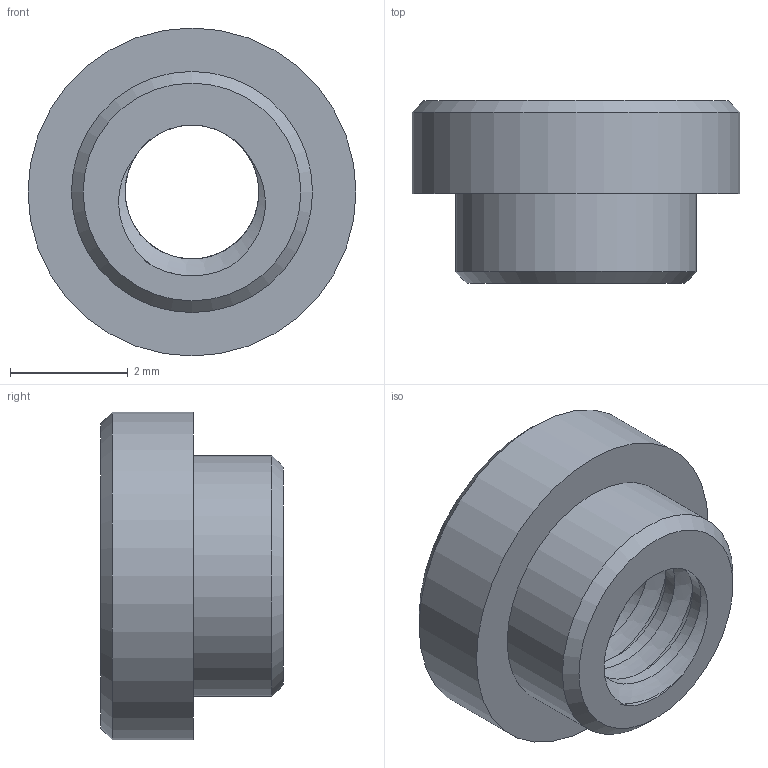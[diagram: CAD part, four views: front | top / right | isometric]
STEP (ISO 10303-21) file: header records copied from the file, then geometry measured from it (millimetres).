
FILE_DESCRIPTION(/* description */ (''),/* implementation_level */ '2;1');
FILE_NAME(/* name */ '4881.step',/* time_stamp */ '2021-06-14T12:21:36-04:00',/* author */ (''),/* organization */ (''),/* preprocessor_version */ 'ST-DEVELOPER v18.1',/* originating_system */ 'Autodesk Translation Framework v10.9.0.1377',/* authorisation */ '');
FILE_SCHEMA (('AUTOMOTIVE_DESIGN { 1 0 10303 214 3 1 1 }'));
Length unit declared in the file: inch
Products named in the file (1): (Unsaved)
Bounding box: 5.56 x 3.1 x 5.56 mm (x, y, z)
Volume: 42.3 mm3; surface area: 119.6 mm2
Topology: 1 solids, 1 shells, 21 faces, 52 edges, 34 vertices
Faces by surface type: cylinder 14, plane 3, cone 2, bspline 2
Full cylindrical faces by diameter (mm): 2.271 x2, 2.845 x1, 4.089 x1, 5.563 x1
Entity records: 1336 total; most frequent: CARTESIAN_POINT 837, ORIENTED_EDGE 104, DIRECTION 76, EDGE_CURVE 52, VERTEX_POINT 34, AXIS2_PLACEMENT_3D 31, B_SPLINE_CURVE_WITH_KNOTS 27, EDGE_LOOP 24
